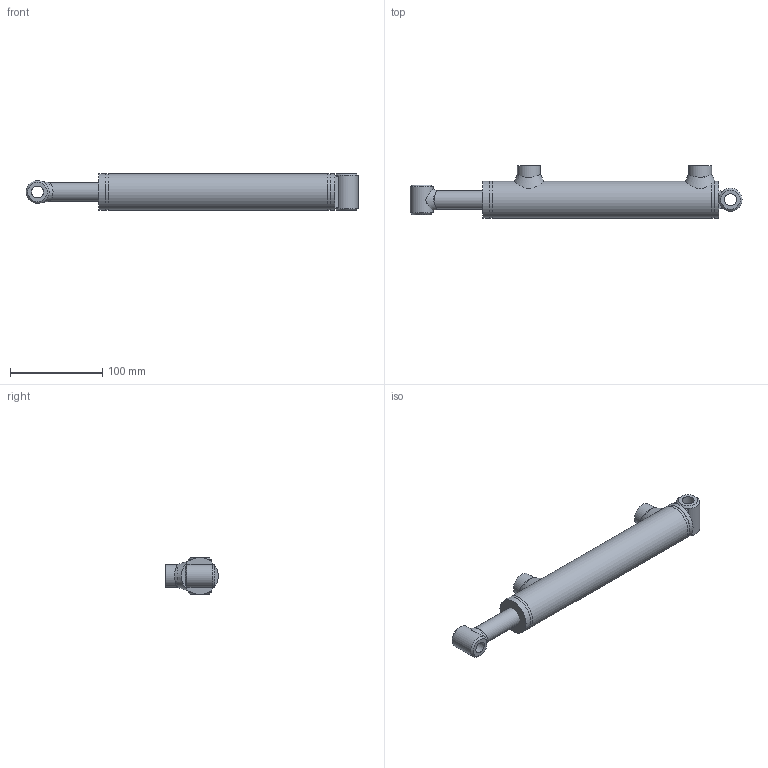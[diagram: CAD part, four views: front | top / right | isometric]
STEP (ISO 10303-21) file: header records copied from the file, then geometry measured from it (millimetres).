
FILE_DESCRIPTION(/* description */ (''),/* implementation_level */ '2;1');
FILE_NAME(/* name */ 'CYDT0320200150B13B13-1.stp',/* time_stamp */ '2022-05-23T11:07:49+02:00',/* author */ ('msn'),/* organization */ (''),/* preprocessor_version */ 'ST-DEVELOPER v19',/* originating_system */ 'Autodesk Inventor 2023',/* authorisation */ '');
FILE_SCHEMA (('AUTOMOTIVE_DESIGN { 1 0 10303 214 3 1 1 }'));
Length unit declared in the file: millimetre
Products named in the file (9): Assembly1; Assembly1_Welds; rør Ø40; indskuning; stok Ø20; svejsebøsnig Ø25ø13 H40; svejsebøsning Ø25ø13; end plug; bødsning
Assembly tree (9 placements, depth 2):
  Assembly1
    Assembly1_Welds
    rør Ø40
    bødsning  x2
    indskuning
    stok Ø20
    svejsebøsnig Ø25ø13 H40
    svejsebøsning Ø25ø13
    end plug
Bounding box: 360 x 56.89 x 40 mm (x, y, z)
Volume: 216274 mm3; surface area: 96153 mm2
Topology: 14 solids, 14 shells, 75 faces, 154 edges, 103 vertices
Faces by surface type: cylinder 31, plane 29, cone 12, bspline 3
Full cylindrical faces by diameter (mm): 4 x1, 5 x2, 13 x2, 14.95 x2, 16 x1, 20 x2, 20.95 x2, 25 x6, 32 x1, 40 x4
Entity records: 4299 total; most frequent: CARTESIAN_POINT 2481, DIRECTION 327, ORIENTED_EDGE 282, EDGE_CURVE 141, AXIS2_PLACEMENT_3D 139, VERTEX_POINT 94, EDGE_LOOP 85, FACE_OUTER_BOUND 67
